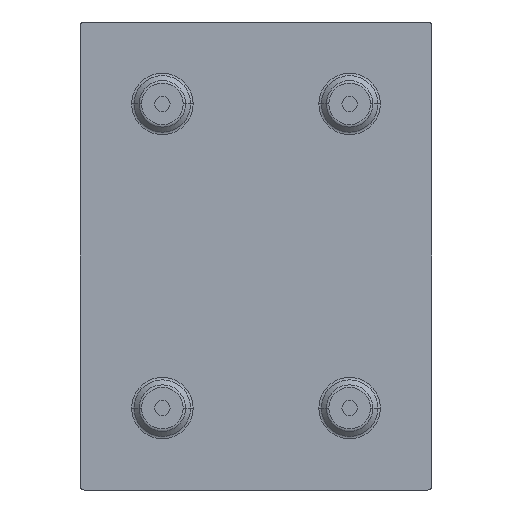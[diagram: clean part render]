
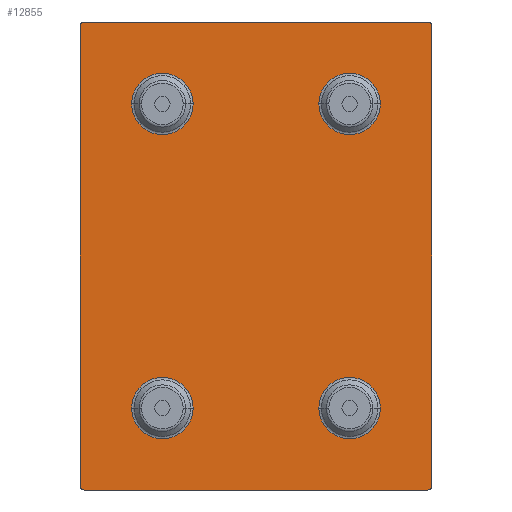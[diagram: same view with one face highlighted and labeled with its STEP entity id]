
A CAD part, front view. The second image highlights one B-rep face of the part: STEP entity #12855.
In plain terms, the highlighted planar face has unit normal (0, -1, 0).
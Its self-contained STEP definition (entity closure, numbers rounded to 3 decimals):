
#232=CARTESIAN_POINT('',(-1.5,0.,-198.5));
#233=DIRECTION('',(0.,-1.,0.));
#234=DIRECTION('',(0.,0.,-1.));
#235=AXIS2_PLACEMENT_3D('',#232,#233,#234);
#237=DIRECTION('',(1.,0.,0.));
#238=VECTOR('',#237,147.);
#239=CARTESIAN_POINT('',(-148.5,0.,-200.));
#240=LINE('',#239,#238);
#241=CARTESIAN_POINT('',(-148.5,0.,-198.5));
#242=DIRECTION('',(0.,-1.,0.));
#243=DIRECTION('',(-1.,0.,0.));
#244=AXIS2_PLACEMENT_3D('',#241,#242,#243);
#246=DIRECTION('',(0.,0.,-1.));
#247=VECTOR('',#246,197.);
#248=CARTESIAN_POINT('',(-150.,0.,-1.5));
#249=LINE('',#248,#247);
#250=CARTESIAN_POINT('',(-148.5,0.,-1.5));
#251=DIRECTION('',(0.,-1.,0.));
#252=DIRECTION('',(0.,0.,1.));
#253=AXIS2_PLACEMENT_3D('',#250,#251,#252);
#255=DIRECTION('',(-1.,0.,0.));
#256=VECTOR('',#255,147.);
#257=CARTESIAN_POINT('',(-1.5,0.,0.));
#258=LINE('',#257,#256);
#259=CARTESIAN_POINT('',(-1.5,0.,-1.5));
#260=DIRECTION('',(0.,-1.,0.));
#261=DIRECTION('',(1.,0.,0.));
#262=AXIS2_PLACEMENT_3D('',#259,#260,#261);
#264=DIRECTION('',(0.,0.,1.));
#265=VECTOR('',#264,197.);
#266=CARTESIAN_POINT('',(0.,0.,-198.5));
#267=LINE('',#266,#265);
#268=CARTESIAN_POINT('',(-115.,0.,-35.));
#269=DIRECTION('',(0.,-1.,0.));
#270=DIRECTION('',(-1.,0.,0.));
#271=AXIS2_PLACEMENT_3D('',#268,#269,#270);
#273=CARTESIAN_POINT('',(-115.,0.,-35.));
#274=DIRECTION('',(0.,-1.,0.));
#275=DIRECTION('',(1.,0.,0.));
#276=AXIS2_PLACEMENT_3D('',#273,#274,#275);
#278=CARTESIAN_POINT('',(-35.,0.,-35.));
#279=DIRECTION('',(0.,-1.,0.));
#280=DIRECTION('',(1.,0.,0.));
#281=AXIS2_PLACEMENT_3D('',#278,#279,#280);
#283=CARTESIAN_POINT('',(-35.,0.,-35.));
#284=DIRECTION('',(0.,-1.,0.));
#285=DIRECTION('',(-1.,0.,0.));
#286=AXIS2_PLACEMENT_3D('',#283,#284,#285);
#288=CARTESIAN_POINT('',(-35.,0.,-165.));
#289=DIRECTION('',(0.,-1.,0.));
#290=DIRECTION('',(-1.,0.,0.));
#291=AXIS2_PLACEMENT_3D('',#288,#289,#290);
#293=CARTESIAN_POINT('',(-35.,0.,-165.));
#294=DIRECTION('',(0.,-1.,0.));
#295=DIRECTION('',(1.,0.,0.));
#296=AXIS2_PLACEMENT_3D('',#293,#294,#295);
#298=CARTESIAN_POINT('',(-115.,0.,-165.));
#299=DIRECTION('',(0.,-1.,0.));
#300=DIRECTION('',(1.,0.,0.));
#301=AXIS2_PLACEMENT_3D('',#298,#299,#300);
#303=CARTESIAN_POINT('',(-115.,0.,-165.));
#304=DIRECTION('',(0.,-1.,0.));
#305=DIRECTION('',(-1.,0.,0.));
#306=AXIS2_PLACEMENT_3D('',#303,#304,#305);
#10579=CARTESIAN_POINT('',(-128.121,0.,-35.));
#10580=CARTESIAN_POINT('',(-101.879,0.,-35.));
#10581=VERTEX_POINT('',#10579);
#10582=VERTEX_POINT('',#10580);
#10595=CARTESIAN_POINT('',(-21.879,0.,-35.));
#10596=CARTESIAN_POINT('',(-48.121,0.,-35.));
#10597=VERTEX_POINT('',#10595);
#10598=VERTEX_POINT('',#10596);
#10603=CARTESIAN_POINT('',(-48.121,0.,-165.));
#10604=CARTESIAN_POINT('',(-21.879,0.,-165.));
#10605=VERTEX_POINT('',#10603);
#10606=VERTEX_POINT('',#10604);
#10611=CARTESIAN_POINT('',(-101.879,0.,-165.));
#10612=CARTESIAN_POINT('',(-128.121,0.,-165.));
#10613=VERTEX_POINT('',#10611);
#10614=VERTEX_POINT('',#10612);
#10707=CARTESIAN_POINT('',(-1.5,0.,-200.));
#10708=CARTESIAN_POINT('',(0.,0.,-198.5));
#10709=VERTEX_POINT('',#10707);
#10710=VERTEX_POINT('',#10708);
#10711=CARTESIAN_POINT('',(0.,0.,-1.5));
#10712=VERTEX_POINT('',#10711);
#10713=CARTESIAN_POINT('',(-1.5,0.,0.));
#10714=VERTEX_POINT('',#10713);
#10715=CARTESIAN_POINT('',(-148.5,0.,0.));
#10716=VERTEX_POINT('',#10715);
#10717=CARTESIAN_POINT('',(-150.,0.,-1.5));
#10718=VERTEX_POINT('',#10717);
#10719=CARTESIAN_POINT('',(-150.,0.,-198.5));
#10720=VERTEX_POINT('',#10719);
#10721=CARTESIAN_POINT('',(-148.5,0.,-200.));
#10722=VERTEX_POINT('',#10721);
#12808=CARTESIAN_POINT('',(0.,0.,0.));
#12809=DIRECTION('',(0.,1.,0.));
#12810=DIRECTION('',(0.,0.,-1.));
#12811=AXIS2_PLACEMENT_3D('',#12808,#12809,#12810);
#12812=PLANE('',#12811);
#12814=ORIENTED_EDGE('',*,*,#12813,.F.);
#12816=ORIENTED_EDGE('',*,*,#12815,.F.);
#12818=ORIENTED_EDGE('',*,*,#12817,.F.);
#12820=ORIENTED_EDGE('',*,*,#12819,.F.);
#12822=ORIENTED_EDGE('',*,*,#12821,.F.);
#12824=ORIENTED_EDGE('',*,*,#12823,.F.);
#12826=ORIENTED_EDGE('',*,*,#12825,.F.);
#12828=ORIENTED_EDGE('',*,*,#12827,.F.);
#12829=EDGE_LOOP('',(#12814,#12816,#12818,#12820,#12822,#12824,#12826,#12828));
#12830=FACE_OUTER_BOUND('',#12829,.F.);
#12832=ORIENTED_EDGE('',*,*,#12831,.T.);
#12834=ORIENTED_EDGE('',*,*,#12833,.T.);
#12835=EDGE_LOOP('',(#12832,#12834));
#12836=FACE_BOUND('',#12835,.F.);
#12838=ORIENTED_EDGE('',*,*,#12837,.T.);
#12840=ORIENTED_EDGE('',*,*,#12839,.T.);
#12841=EDGE_LOOP('',(#12838,#12840));
#12842=FACE_BOUND('',#12841,.F.);
#12844=ORIENTED_EDGE('',*,*,#12843,.T.);
#12846=ORIENTED_EDGE('',*,*,#12845,.T.);
#12847=EDGE_LOOP('',(#12844,#12846));
#12848=FACE_BOUND('',#12847,.F.);
#12850=ORIENTED_EDGE('',*,*,#12849,.T.);
#12852=ORIENTED_EDGE('',*,*,#12851,.T.);
#12853=EDGE_LOOP('',(#12850,#12852));
#12854=FACE_BOUND('',#12853,.F.);
#236=CIRCLE('',#235,1.5);
#245=CIRCLE('',#244,1.5);
#254=CIRCLE('',#253,1.5);
#263=CIRCLE('',#262,1.5);
#272=CIRCLE('',#271,13.121);
#277=CIRCLE('',#276,13.121);
#282=CIRCLE('',#281,13.121);
#287=CIRCLE('',#286,13.121);
#292=CIRCLE('',#291,13.121);
#297=CIRCLE('',#296,13.121);
#302=CIRCLE('',#301,13.121);
#307=CIRCLE('',#306,13.121);
#12813=EDGE_CURVE('',#10709,#10710,#236,.T.);
#12815=EDGE_CURVE('',#10722,#10709,#240,.T.);
#12817=EDGE_CURVE('',#10720,#10722,#245,.T.);
#12819=EDGE_CURVE('',#10718,#10720,#249,.T.);
#12821=EDGE_CURVE('',#10716,#10718,#254,.T.);
#12823=EDGE_CURVE('',#10714,#10716,#258,.T.);
#12825=EDGE_CURVE('',#10712,#10714,#263,.T.);
#12827=EDGE_CURVE('',#10710,#10712,#267,.T.);
#12831=EDGE_CURVE('',#10581,#10582,#272,.T.);
#12833=EDGE_CURVE('',#10582,#10581,#277,.T.);
#12837=EDGE_CURVE('',#10597,#10598,#282,.T.);
#12839=EDGE_CURVE('',#10598,#10597,#287,.T.);
#12843=EDGE_CURVE('',#10605,#10606,#292,.T.);
#12845=EDGE_CURVE('',#10606,#10605,#297,.T.);
#12849=EDGE_CURVE('',#10613,#10614,#302,.T.);
#12851=EDGE_CURVE('',#10614,#10613,#307,.T.);
#12855=ADVANCED_FACE('',(#12830,#12836,#12842,#12848,#12854),#12812,.F.);
